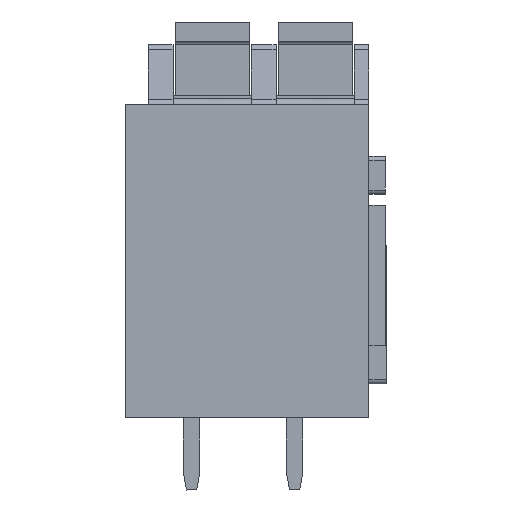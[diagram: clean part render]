
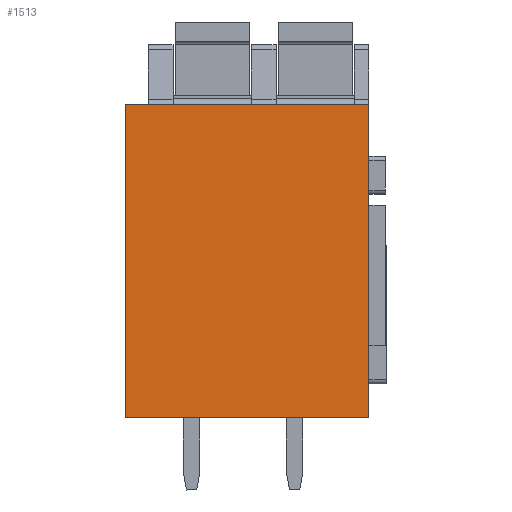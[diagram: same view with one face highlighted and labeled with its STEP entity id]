
A CAD part, front view. The second image highlights one B-rep face of the part: STEP entity #1513.
In plain terms, the highlighted planar face has unit normal (0, -1, 0).
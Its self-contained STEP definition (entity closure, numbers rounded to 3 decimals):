
#1493=AXIS2_PLACEMENT_3D('Plane Axis2P3D',#1490,#1491,#1492) ;
#319=CARTESIAN_POINT('Vertex',(11.8,0.,18.7)) ;
#322=CARTESIAN_POINT('Line Origine',(11.8,0.,11.1)) ;
#326=CARTESIAN_POINT('Vertex',(11.8,0.,3.5)) ;
#1024=CARTESIAN_POINT('Vertex',(0.,0.,18.7)) ;
#1027=CARTESIAN_POINT('Line Origine',(5.9,0.,18.7)) ;
#1490=CARTESIAN_POINT('Axis2P3D Location',(0.,0.,18.7)) ;
#1495=CARTESIAN_POINT('Line Origine',(0.,0.,11.1)) ;
#1499=CARTESIAN_POINT('Vertex',(0.,0.,3.5)) ;
#1502=CARTESIAN_POINT('Line Origine',(5.9,0.,3.5)) ;
#323=DIRECTION('Vector Direction',(0.,0.,-1.)) ;
#1028=DIRECTION('Vector Direction',(1.,0.,0.)) ;
#1491=DIRECTION('Axis2P3D Direction',(0.,-1.,0.)) ;
#1492=DIRECTION('Axis2P3D XDirection',(0.,0.,-1.)) ;
#1496=DIRECTION('Vector Direction',(0.,0.,-1.)) ;
#1503=DIRECTION('Vector Direction',(1.,0.,0.)) ;
#324=VECTOR('Line Direction',#323,1.) ;
#1029=VECTOR('Line Direction',#1028,1.) ;
#1497=VECTOR('Line Direction',#1496,1.) ;
#1504=VECTOR('Line Direction',#1503,1.) ;
#1508=ORIENTED_EDGE('',*,*,#1501,.F.) ;
#1509=ORIENTED_EDGE('',*,*,#1506,.T.) ;
#1510=ORIENTED_EDGE('',*,*,#328,.T.) ;
#1511=ORIENTED_EDGE('',*,*,#1031,.F.) ;
#1513=ADVANCED_FACE('_LMF 5.00/02/180  3.5SN OR BX 1330180000',(#1512),#1494,.T.) ;
#328=EDGE_CURVE('',#327,#320,#325,.F.) ;
#1031=EDGE_CURVE('',#1025,#320,#1030,.T.) ;
#1501=EDGE_CURVE('',#1500,#1025,#1498,.F.) ;
#1506=EDGE_CURVE('',#1500,#327,#1505,.T.) ;
#1507=EDGE_LOOP('',(#1508,#1509,#1510,#1511)) ;
#1512=FACE_OUTER_BOUND('',#1507,.T.) ;
#325=LINE('Line',#322,#324) ;
#1030=LINE('Line',#1027,#1029) ;
#1498=LINE('Line',#1495,#1497) ;
#1505=LINE('Line',#1502,#1504) ;
#1494=PLANE('',#1493) ;
#320=VERTEX_POINT('',#319) ;
#327=VERTEX_POINT('',#326) ;
#1025=VERTEX_POINT('',#1024) ;
#1500=VERTEX_POINT('',#1499) ;
